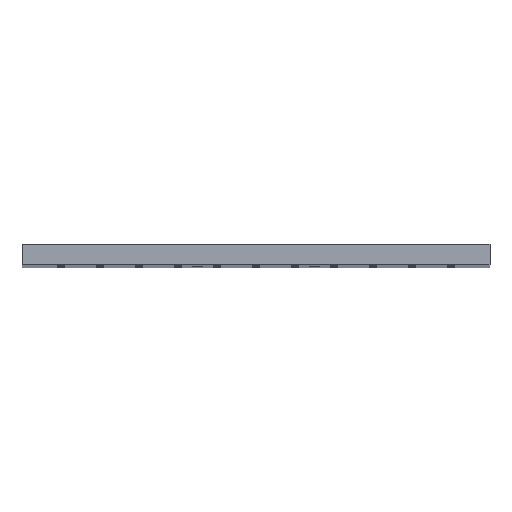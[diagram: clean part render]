
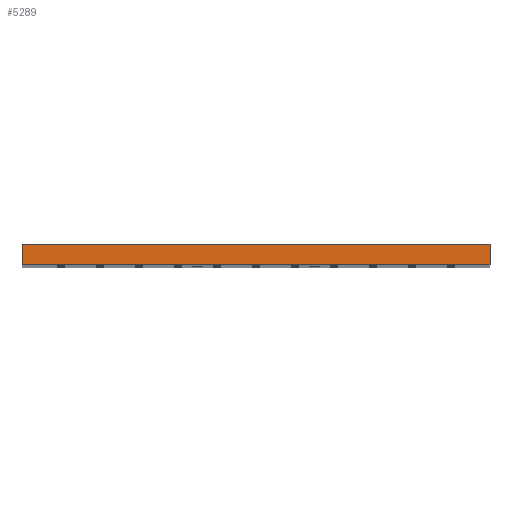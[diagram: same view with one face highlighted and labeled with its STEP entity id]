
A CAD part, top view. The second image highlights one B-rep face of the part: STEP entity #5289.
In plain terms, the highlighted planar face has unit normal (0, 0, 1).
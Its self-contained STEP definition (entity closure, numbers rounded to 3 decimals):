
#135 = CARTESIAN_POINT ( 'NONE',  ( 150., 13., 600. ) ) ;
#774 = CARTESIAN_POINT ( 'NONE',  ( 0., 0., 600. ) ) ;
#946 = EDGE_CURVE ( 'NONE', #2908, #5035, #3739, .T. ) ;
#1546 = VERTEX_POINT ( 'NONE', #15865 ) ;
#1669 = VECTOR ( 'NONE', #10555, 1000. ) ;
#1758 = CARTESIAN_POINT ( 'NONE',  ( 150., 0., 600. ) ) ;
#1877 = CARTESIAN_POINT ( 'NONE',  ( 0., 13., 600. ) ) ;
#1909 = DIRECTION ( 'NONE',  ( 0., -1., 0. ) ) ;
#2050 = EDGE_CURVE ( 'NONE', #10877, #2908, #15927, .T. ) ;
#2150 = CARTESIAN_POINT ( 'NONE',  ( -150., 0., 600. ) ) ;
#2313 = EDGE_CURVE ( 'NONE', #5035, #1546, #14724, .T. ) ;
#2908 = VERTEX_POINT ( 'NONE', #1758 ) ;
#3504 = PLANE ( 'NONE',  #8964 ) ;
#3676 = VECTOR ( 'NONE', #6457, 1000. ) ;
#3739 = LINE ( 'NONE', #774, #3676 ) ;
#4584 = ORIENTED_EDGE ( 'NONE', *, *, #2313, .F. ) ;
#4718 = EDGE_CURVE ( 'NONE', #1546, #10877, #7278, .T. ) ;
#4723 = FACE_OUTER_BOUND ( 'NONE', #12102, .T. ) ;
#5035 = VERTEX_POINT ( 'NONE', #2150 ) ;
#5289 = ADVANCED_FACE ( 'NONE', ( #4723 ), #3504, .F. ) ;
#5647 = VECTOR ( 'NONE', #15902, 1000. ) ;
#6301 = DIRECTION ( 'NONE',  ( -1., 0., 0. ) ) ;
#6457 = DIRECTION ( 'NONE',  ( -1., 0., 0. ) ) ;
#7278 = LINE ( 'NONE', #1877, #5647 ) ;
#7975 = ORIENTED_EDGE ( 'NONE', *, *, #4718, .F. ) ;
#8525 = ORIENTED_EDGE ( 'NONE', *, *, #2050, .F. ) ;
#8964 = AXIS2_PLACEMENT_3D ( 'NONE', #13269, #16225, #6301 ) ;
#10555 = DIRECTION ( 'NONE',  ( 0., 1., 0. ) ) ;
#10877 = VERTEX_POINT ( 'NONE', #135 ) ;
#12042 = VECTOR ( 'NONE', #1909, 1000. ) ;
#12102 = EDGE_LOOP ( 'NONE', ( #8525, #7975, #4584, #17964 ) ) ;
#13269 = CARTESIAN_POINT ( 'NONE',  ( -150., 13., 600. ) ) ;
#14632 = CARTESIAN_POINT ( 'NONE',  ( 150., 13., 600. ) ) ;
#14724 = LINE ( 'NONE', #17615, #1669 ) ;
#15865 = CARTESIAN_POINT ( 'NONE',  ( -150., 13., 600. ) ) ;
#15902 = DIRECTION ( 'NONE',  ( 1., 0., 0. ) ) ;
#15927 = LINE ( 'NONE', #14632, #12042 ) ;
#16225 = DIRECTION ( 'NONE',  ( 0., 0., -1. ) ) ;
#17615 = CARTESIAN_POINT ( 'NONE',  ( -150., 13., 600. ) ) ;
#17964 = ORIENTED_EDGE ( 'NONE', *, *, #946, .F. ) ;
